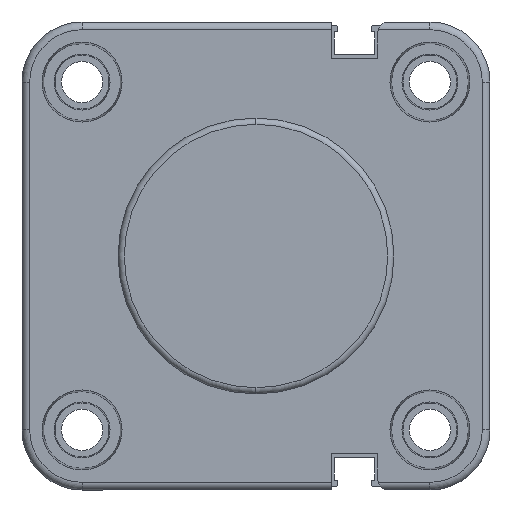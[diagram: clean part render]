
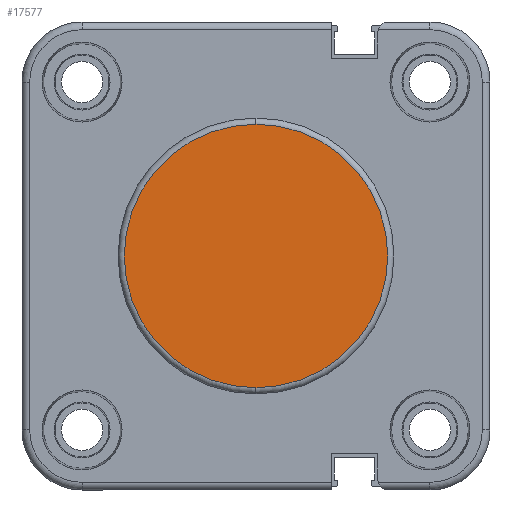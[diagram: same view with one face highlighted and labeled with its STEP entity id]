
A CAD part, left-side view. The second image highlights one B-rep face of the part: STEP entity #17577.
In plain terms, the highlighted planar face has unit normal (-1, 0, 0).
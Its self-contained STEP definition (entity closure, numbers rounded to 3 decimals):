
#1490 = CARTESIAN_POINT ( 'NONE',  ( 0., 0., -21.4 ) ) ;
#2249 = AXIS2_PLACEMENT_3D ( 'NONE', #13728, #29752, #15916 ) ;
#2402 = VERTEX_POINT ( 'NONE', #1490 ) ;
#4713 = EDGE_CURVE ( 'NONE', #2402, #23019, #22952, .T. ) ;
#6559 = ORIENTED_EDGE ( 'NONE', *, *, #10155, .T. ) ;
#8034 = DIRECTION ( 'NONE',  ( -1., 0., 0. ) ) ;
#10155 = EDGE_CURVE ( 'NONE', #23019, #2402, #20265, .T. ) ;
#10639 = DIRECTION ( 'NONE',  ( -1., 0., 0. ) ) ;
#11518 = AXIS2_PLACEMENT_3D ( 'NONE', #26726, #8034, #20085 ) ;
#13728 = CARTESIAN_POINT ( 'NONE',  ( 0., 0., 0. ) ) ;
#15859 = AXIS2_PLACEMENT_3D ( 'NONE', #24686, #10639, #20079 ) ;
#15916 = DIRECTION ( 'NONE',  ( 0., 0., 1. ) ) ;
#16891 = FACE_OUTER_BOUND ( 'NONE', #26332, .T. ) ;
#17577 = ADVANCED_FACE ( 'NONE', ( #16891 ), #26271, .T. ) ;
#20079 = DIRECTION ( 'NONE',  ( 0., 0., 1. ) ) ;
#20085 = DIRECTION ( 'NONE',  ( 0., 0., 1. ) ) ;
#20265 = CIRCLE ( 'NONE', #15859, 21.4 ) ;
#22035 = ORIENTED_EDGE ( 'NONE', *, *, #4713, .T. ) ;
#22952 = CIRCLE ( 'NONE', #2249, 21.4 ) ;
#23019 = VERTEX_POINT ( 'NONE', #24311 ) ;
#24311 = CARTESIAN_POINT ( 'NONE',  ( 0., 0., 21.4 ) ) ;
#24686 = CARTESIAN_POINT ( 'NONE',  ( 0., 0., 0. ) ) ;
#26271 = PLANE ( 'NONE',  #11518 ) ;
#26332 = EDGE_LOOP ( 'NONE', ( #6559, #22035 ) ) ;
#26726 = CARTESIAN_POINT ( 'NONE',  ( 0., 0., 0. ) ) ;
#29752 = DIRECTION ( 'NONE',  ( -1., 0., 0. ) ) ;
